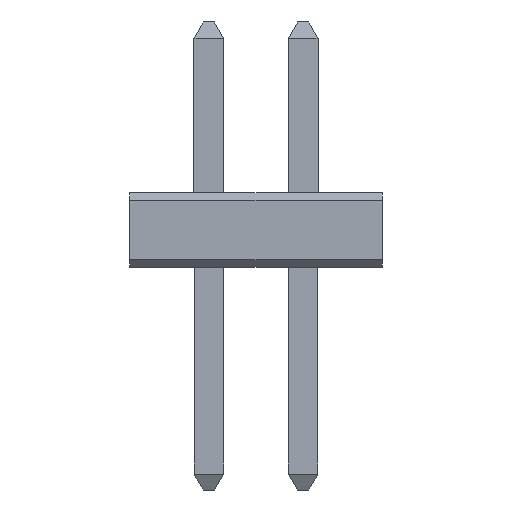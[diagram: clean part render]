
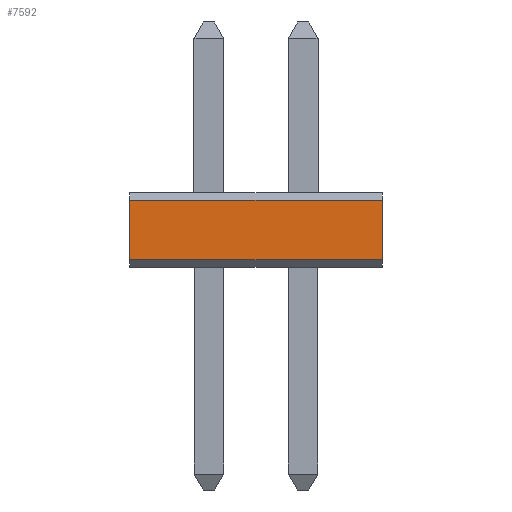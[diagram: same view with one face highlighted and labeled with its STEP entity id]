
A CAD part, front view. The second image highlights one B-rep face of the part: STEP entity #7592.
In plain terms, the highlighted planar face has unit normal (0, -1, 0).
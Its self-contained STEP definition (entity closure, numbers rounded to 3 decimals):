
#1243=DIRECTION('',(0.,0.,1.));
#1244=VECTOR('',#1243,0.8);
#1245=CARTESIAN_POINT('',(1.7,-8.255,0.1));
#1246=LINE('',#1245,#1244);
#3595=DIRECTION('',(-1.,0.,0.));
#3596=VECTOR('',#3595,3.4);
#3597=CARTESIAN_POINT('',(1.7,-8.255,0.1));
#3598=LINE('',#3597,#3596);
#3602=DIRECTION('',(0.,0.,1.));
#3603=VECTOR('',#3602,0.8);
#3604=CARTESIAN_POINT('',(-1.7,-8.255,0.1));
#3605=LINE('',#3604,#3603);
#3609=DIRECTION('',(1.,0.,0.));
#3610=VECTOR('',#3609,3.4);
#3611=CARTESIAN_POINT('',(-1.7,-8.255,0.9));
#3612=LINE('',#3611,#3610);
#4272=CARTESIAN_POINT('',(1.7,-8.255,0.9));
#4274=VERTEX_POINT('',#4272);
#4275=CARTESIAN_POINT('',(-1.7,-8.255,0.9));
#4276=VERTEX_POINT('',#4275);
#4280=CARTESIAN_POINT('',(-1.7,-8.255,0.1));
#4282=VERTEX_POINT('',#4280);
#4283=CARTESIAN_POINT('',(1.7,-8.255,0.1));
#4284=VERTEX_POINT('',#4283);
#7580=CARTESIAN_POINT('',(-1.7,-8.255,0.));
#7581=DIRECTION('',(0.,-1.,0.));
#7582=DIRECTION('',(1.,0.,0.));
#7583=AXIS2_PLACEMENT_3D('',#7580,#7581,#7582);
#7584=PLANE('',#7583);
#7586=ORIENTED_EDGE('',*,*,#7585,.T.);
#7587=ORIENTED_EDGE('',*,*,#4729,.T.);
#7588=ORIENTED_EDGE('',*,*,#7573,.T.);
#7589=ORIENTED_EDGE('',*,*,#5292,.F.);
#7590=EDGE_LOOP('',(#7586,#7587,#7588,#7589));
#7591=FACE_OUTER_BOUND('',#7590,.F.);
#4729=EDGE_CURVE('',#4282,#4276,#3605,.T.);
#5292=EDGE_CURVE('',#4284,#4274,#1246,.T.);
#7573=EDGE_CURVE('',#4276,#4274,#3612,.T.);
#7585=EDGE_CURVE('',#4284,#4282,#3598,.T.);
#7592=ADVANCED_FACE('',(#7591),#7584,.T.);
